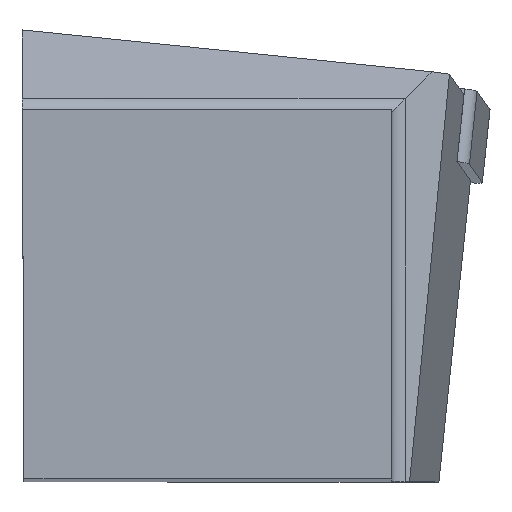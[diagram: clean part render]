
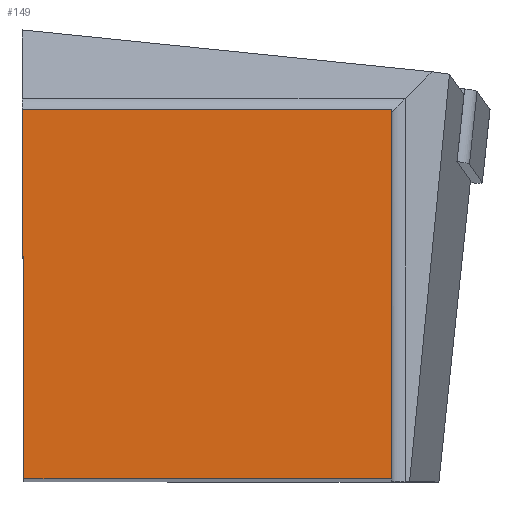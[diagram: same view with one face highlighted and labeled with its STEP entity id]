
A CAD part, top view. The second image highlights one B-rep face of the part: STEP entity #149.
In plain terms, the highlighted planar face has unit normal (0, 0, 1).
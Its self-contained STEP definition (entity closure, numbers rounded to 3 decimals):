
#120=FACE_OUTER_BOUND('',#329,.T.);
#149=ADVANCED_FACE('SHANK_FACE_BACK',(#120),#175,.F.);
#175=PLANE('',#727);
#224=LINE('',#1098,#281);
#228=LINE('',#1105,#285);
#231=LINE('',#1113,#288);
#232=LINE('',#1115,#289);
#281=VECTOR('',#853,1.);
#285=VECTOR('',#861,1.);
#288=VECTOR('',#868,1.);
#289=VECTOR('',#869,1.);
#329=EDGE_LOOP('',(#442,#443,#444,#445));
#442=ORIENTED_EDGE('',*,*,#598,.F.);
#443=ORIENTED_EDGE('',*,*,#594,.T.);
#444=ORIENTED_EDGE('',*,*,#602,.T.);
#445=ORIENTED_EDGE('',*,*,#603,.F.);
#528=VERTEX_POINT('',#1090);
#531=VERTEX_POINT('',#1097);
#533=VERTEX_POINT('',#1106);
#536=VERTEX_POINT('',#1114);
#594=EDGE_CURVE('',#528,#531,#224,.T.);
#598=EDGE_CURVE('',#528,#533,#228,.T.);
#602=EDGE_CURVE('',#531,#536,#231,.T.);
#603=EDGE_CURVE('',#533,#536,#232,.T.);
#727=AXIS2_PLACEMENT_3D('',#1116,#870,#871);
#853=DIRECTION('',(1.,0.,0.));
#861=DIRECTION('',(-0.004,1.,0.));
#868=DIRECTION('',(0.,1.,0.));
#869=DIRECTION('',(1.,0.,0.));
#870=DIRECTION('',(0.,0.,-1.));
#871=DIRECTION('',(-0.995,0.105,0.));
#1090=CARTESIAN_POINT('',(0.139,0.,0.));
#1097=CARTESIAN_POINT('',(31.85,0.,0.));
#1098=CARTESIAN_POINT('',(-7.092,0.,0.));
#1105=CARTESIAN_POINT('',(0.973,-191.232,0.));
#1106=CARTESIAN_POINT('',(0.,31.85,0.));
#1113=CARTESIAN_POINT('',(31.85,-7.092,0.));
#1114=CARTESIAN_POINT('',(31.85,31.85,0.));
#1115=CARTESIAN_POINT('',(-7.093,31.85,0.));
#1116=CARTESIAN_POINT('',(0.,0.,0.));
